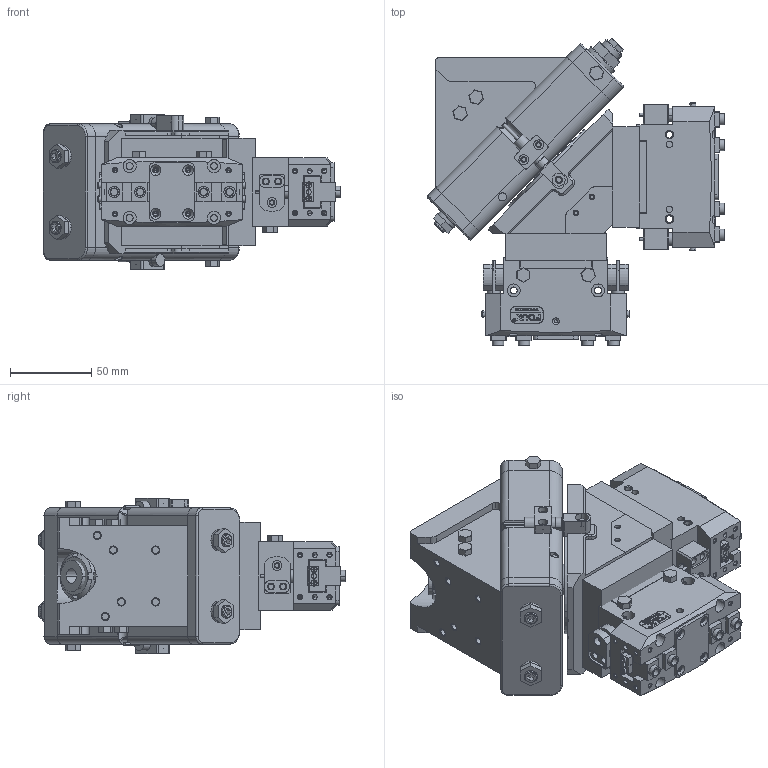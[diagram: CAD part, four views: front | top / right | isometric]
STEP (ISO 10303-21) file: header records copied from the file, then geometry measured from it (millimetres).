
FILE_DESCRIPTION (( 'STEP AP203' ), '1' );
FILE_NAME ('TG25-TR30-80-0¡ã.STEP', '2024-12-20T06:04:01', ( 'USER-' ), ( 'Microsoft' ), 'SwSTEP 2.0', 'SolidWorks 2018', '' );
FILE_SCHEMA (( 'CONFIG_CONTROL_DESIGN' ));
Length unit declared in the file: millimetre
Products named in the file (44): TG25.sldasm-Part-53-1-1; TG25杅耀.sldasm-Part-11; 20x10-R3; TG25.sldasm-Part-15-1-1; TR30-80 杅耀; 錨璃3^TR30-80 杅耀; 1412倰遣喳ん彸秶遴-1-1; TG25.sldasm-Part-4-1-1; YH1412-A-03牉挴蹟譫-1-1; TG25.sldasm-Part-27-2-1; TG25.sldasm-Part-10-1-1; TR30-80 杅耀.sldasm-Part-14; TG25.sldasm-Part-18-1-1; TG25.sldasm-Part-16-1-1; TG25.sldasm-Part-48-1-1; TG25.sldasm-Part-12-1-1; TG25; TR30-80 杅耀.sldasm-Part-19; TG25-TR30-80-0°; 杶种; TE40杅耀.sldasm-Part-2-1-1; TG25.sldasm-Part-13-1-1; TG25.sldasm-Part-49-1-1; TE40杅耀.sldasm-Part-17-1-1; TG25.sldasm-Part-56-1-1; TG25.sldasm-Part-61-1-1; TG25.sldasm-Part-14-1-1; TR30-80-M-06 笢猾啣; TG25.sldasm-Part-19-1-1; TR30-80 杅耀.sldasm-Part-9; TG25.sldasm-Part-55-1-1; 揤輸蚾饜极; 揤輸杅耀.sldasm-Part-9; 埴翐芛_GB_FASTENER_SCREWS_HSHCS M2X8-N; TG12.sldasm-Part-10-1-1; TR30-80 杅耀.sldasm-Part-11; TG25.sldasm-Part-9-1-1; TG25.sldasm-Part-54-1-1; 蟀諉啣2; TR30-80 杅耀.sldasm-Part-18 ...
Assembly tree (60 placements, depth 4):
  錨璃3^TR30-80 杅耀
  TG25-TR30-80-0°
    TG25
      TG25.sldasm-Part-4-1-1
      TG25.sldasm-Part-5-1-1
      TG25.sldasm-Part-9-1-1
      TG25.sldasm-Part-10-1-1
      TG25.sldasm-Part-12-1-1
      TG25.sldasm-Part-13-1-1
      TG25.sldasm-Part-14-1-1
      TG25.sldasm-Part-15-1-1
      TG25.sldasm-Part-16-1-1  x2
      TG25.sldasm-Part-18-1-1
      TG25.sldasm-Part-19-1-1
      TG25.sldasm-Part-27-2-1
      TG25.sldasm-Part-48-1-1
      TG25.sldasm-Part-49-1-1
      TG25.sldasm-Part-53-1-1
      TG25.sldasm-Part-54-1-1
      TG25.sldasm-Part-55-1-1
      TG25.sldasm-Part-56-1-1
      TG25.sldasm-Part-61-1-1
      1412倰遣喳ん彸秶遴-1-1  x2
      YH1412-A-03牉挴蹟譫-1-1  x2
      TE40杅耀.sldasm-Part-2-1-1  x2
      TE40杅耀.sldasm-Part-17-1-1  x2
      TG12.sldasm-Part-10-1-1  x2
      TG25杅耀.sldasm-Part-11
      25x12-R3
    TR30-80 杅耀  x2
      TR30-80 杅耀.sldasm-Part-4
      TR30-80 杅耀.sldasm-Part-9
      TR30-80 杅耀.sldasm-Part-11
      TR30-80 杅耀.sldasm-Part-14
      TR30-80 杅耀.sldasm-Part-18
      TR30-80 杅耀.sldasm-Part-19
      TR30-80 杅耀.sldasm-Part-25
      杶种
      20x10-R3
      揤輸蚾饜极
        揤輸杅耀.sldasm-Part-9
        埴翐芛_GB_FASTENER_SCREWS_HSHCS M2X8-N  x2
      TR30-80-M-06 笢猾啣
    蟀諉啣2  x2
    TG25.sldasm-Part-55-1-1  x4
Bounding box: 183.13 x 189.41 x 96 mm (x, y, z)
Volume: 1273966.6 mm3; surface area: 268306 mm2
Topology: 80 solids, 104 shells, 3850 faces, 9746 edges, 6222 vertices
Faces by surface type: plane 1854, cylinder 1013, cone 476, bspline 467, torus 40
Entity records: 85552 total; most frequent: CARTESIAN_POINT 26346, ORIENTED_EDGE 11534, DIRECTION 10507, EDGE_CURVE 5767, VERTEX_POINT 3745, VECTOR 3527, LINE 3527, AXIS2_PLACEMENT_3D 3490
